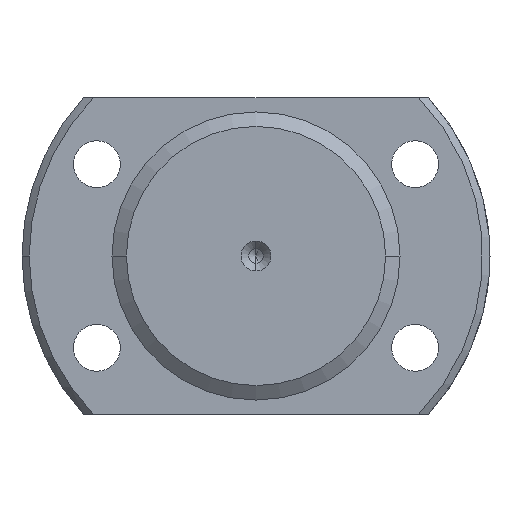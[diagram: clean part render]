
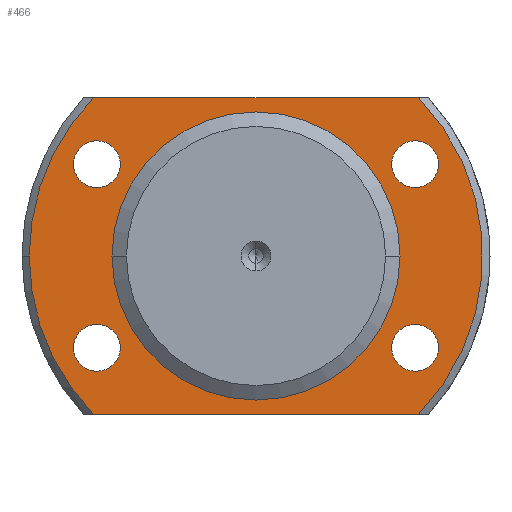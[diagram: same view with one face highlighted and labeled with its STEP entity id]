
A CAD part, left-side view. The second image highlights one B-rep face of the part: STEP entity #466.
In plain terms, the highlighted planar face has unit normal (-1, 0, 0).
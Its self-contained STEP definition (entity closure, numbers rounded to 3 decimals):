
#13 = ORIENTED_EDGE ( 'NONE', *, *, #4809, .T. ) ;
#23 = DIRECTION ( 'NONE',  ( 1., 0., 0. ) ) ;
#29 = ORIENTED_EDGE ( 'NONE', *, *, #4228, .T. ) ;
#41 = FACE_OUTER_BOUND ( 'NONE', #3350, .T. ) ;
#42 = AXIS2_PLACEMENT_3D ( 'NONE', #1249, #922, #2431 ) ;
#46 = AXIS2_PLACEMENT_3D ( 'NONE', #587, #1747, #3607 ) ;
#62 = LINE ( 'NONE', #3081, #1730 ) ;
#66 = EDGE_CURVE ( 'NONE', #3515, #188, #2566, .T. ) ;
#71 = DIRECTION ( 'NONE',  ( 0., 1., 0. ) ) ;
#132 = CARTESIAN_POINT ( 'NONE',  ( 17.5, -22.544, 22. ) ) ;
#148 = CIRCLE ( 'NONE', #2045, 3.25 ) ;
#161 = DIRECTION ( 'NONE',  ( 0., 1., 0. ) ) ;
#176 = CARTESIAN_POINT ( 'NONE',  ( 17.5, -22.1, -12.75 ) ) ;
#188 = VERTEX_POINT ( 'NONE', #3697 ) ;
#202 = CARTESIAN_POINT ( 'NONE',  ( 17.5, -25.35, 12.75 ) ) ;
#225 = CIRCLE ( 'NONE', #2987, 3.25 ) ;
#241 = DIRECTION ( 'NONE',  ( 0., 1., 0. ) ) ;
#251 = EDGE_CURVE ( 'NONE', #188, #3515, #508, .T. ) ;
#275 = CARTESIAN_POINT ( 'NONE',  ( 17.5, 25.35, 12.75 ) ) ;
#412 = FACE_BOUND ( 'NONE', #2260, .T. ) ;
#458 = FACE_BOUND ( 'NONE', #2933, .T. ) ;
#466 = ADVANCED_FACE ( 'NONE', ( #3795, #458, #412, #4113, #3425, #41 ), #2347, .F. ) ;
#472 = CARTESIAN_POINT ( 'NONE',  ( 17.5, 25.35, -12.75 ) ) ;
#508 = CIRCLE ( 'NONE', #3976, 20. ) ;
#587 = CARTESIAN_POINT ( 'NONE',  ( 17.5, 22.1, 12.75 ) ) ;
#591 = CIRCLE ( 'NONE', #46, 3.25 ) ;
#634 = ORIENTED_EDGE ( 'NONE', *, *, #4205, .T. ) ;
#636 = CARTESIAN_POINT ( 'NONE',  ( 17.5, -22.1, 12.75 ) ) ;
#837 = ORIENTED_EDGE ( 'NONE', *, *, #1527, .T. ) ;
#845 = CARTESIAN_POINT ( 'NONE',  ( 17.5, 31.5, 0. ) ) ;
#881 = EDGE_CURVE ( 'NONE', #1497, #2786, #1145, .T. ) ;
#917 = CARTESIAN_POINT ( 'NONE',  ( 17.5, 0., 0. ) ) ;
#922 = DIRECTION ( 'NONE',  ( 1., 0., 0. ) ) ;
#941 = EDGE_CURVE ( 'NONE', #3781, #1382, #1098, .T. ) ;
#980 = CARTESIAN_POINT ( 'NONE',  ( 17.5, 22.1, 12.75 ) ) ;
#1098 = LINE ( 'NONE', #3293, #3893 ) ;
#1145 = CIRCLE ( 'NONE', #3041, 31.5 ) ;
#1189 = CARTESIAN_POINT ( 'NONE',  ( 17.5, 22.1, -12.75 ) ) ;
#1229 = ORIENTED_EDGE ( 'NONE', *, *, #3174, .T. ) ;
#1247 = EDGE_CURVE ( 'NONE', #2786, #3781, #3044, .T. ) ;
#1249 = CARTESIAN_POINT ( 'NONE',  ( 17.5, 0., 0. ) ) ;
#1339 = VERTEX_POINT ( 'NONE', #2008 ) ;
#1382 = VERTEX_POINT ( 'NONE', #132 ) ;
#1414 = ORIENTED_EDGE ( 'NONE', *, *, #2965, .T. ) ;
#1416 = DIRECTION ( 'NONE',  ( 1., 0., 0. ) ) ;
#1438 = EDGE_LOOP ( 'NONE', ( #1229, #29 ) ) ;
#1444 = ORIENTED_EDGE ( 'NONE', *, *, #251, .T. ) ;
#1460 = DIRECTION ( 'NONE',  ( 0., 1., 0. ) ) ;
#1497 = VERTEX_POINT ( 'NONE', #1877 ) ;
#1527 = EDGE_CURVE ( 'NONE', #2609, #3340, #591, .T. ) ;
#1529 = ORIENTED_EDGE ( 'NONE', *, *, #941, .F. ) ;
#1710 = EDGE_CURVE ( 'NONE', #1339, #1806, #2413, .T. ) ;
#1730 = VECTOR ( 'NONE', #4231, 1000. ) ;
#1747 = DIRECTION ( 'NONE',  ( 1., 0., 0. ) ) ;
#1802 = AXIS2_PLACEMENT_3D ( 'NONE', #980, #4062, #4811 ) ;
#1806 = VERTEX_POINT ( 'NONE', #3923 ) ;
#1848 = VERTEX_POINT ( 'NONE', #4465 ) ;
#1868 = AXIS2_PLACEMENT_3D ( 'NONE', #3059, #3841, #3299 ) ;
#1877 = CARTESIAN_POINT ( 'NONE',  ( 17.5, 22.544, -22. ) ) ;
#1925 = DIRECTION ( 'NONE',  ( 1., 0., 0. ) ) ;
#1930 = ORIENTED_EDGE ( 'NONE', *, *, #66, .T. ) ;
#2008 = CARTESIAN_POINT ( 'NONE',  ( 17.5, -25.35, -12.75 ) ) ;
#2045 = AXIS2_PLACEMENT_3D ( 'NONE', #2448, #2075, #241 ) ;
#2055 = DIRECTION ( 'NONE',  ( 0., 1., 0. ) ) ;
#2075 = DIRECTION ( 'NONE',  ( 1., 0., 0. ) ) ;
#2145 = ORIENTED_EDGE ( 'NONE', *, *, #881, .F. ) ;
#2153 = CARTESIAN_POINT ( 'NONE',  ( 17.5, 18.85, 12.75 ) ) ;
#2166 = ORIENTED_EDGE ( 'NONE', *, *, #3560, .T. ) ;
#2220 = EDGE_CURVE ( 'NONE', #1848, #4455, #3666, .T. ) ;
#2233 = CARTESIAN_POINT ( 'NONE',  ( 17.5, -20., 0. ) ) ;
#2260 = EDGE_LOOP ( 'NONE', ( #634, #2771 ) ) ;
#2271 = AXIS2_PLACEMENT_3D ( 'NONE', #4640, #3914, #3870 ) ;
#2347 = PLANE ( 'NONE',  #1868 ) ;
#2413 = CIRCLE ( 'NONE', #4302, 3.25 ) ;
#2425 = DIRECTION ( 'NONE',  ( 1., 0., 0. ) ) ;
#2431 = DIRECTION ( 'NONE',  ( 0., 1., 0. ) ) ;
#2448 = CARTESIAN_POINT ( 'NONE',  ( 17.5, -22.1, -12.75 ) ) ;
#2513 = CARTESIAN_POINT ( 'NONE',  ( 17.5, -22.1, 12.75 ) ) ;
#2566 = CIRCLE ( 'NONE', #3825, 20. ) ;
#2609 = VERTEX_POINT ( 'NONE', #2153 ) ;
#2612 = DIRECTION ( 'NONE',  ( 0., 1., 0. ) ) ;
#2695 = DIRECTION ( 'NONE',  ( 1., 0., 0. ) ) ;
#2719 = CARTESIAN_POINT ( 'NONE',  ( 17.5, 0., 0. ) ) ;
#2742 = DIRECTION ( 'NONE',  ( 0., 1., 0. ) ) ;
#2750 = AXIS2_PLACEMENT_3D ( 'NONE', #1189, #2695, #71 ) ;
#2771 = ORIENTED_EDGE ( 'NONE', *, *, #1710, .T. ) ;
#2786 = VERTEX_POINT ( 'NONE', #845 ) ;
#2853 = DIRECTION ( 'NONE',  ( 1., 0., 0. ) ) ;
#2910 = EDGE_CURVE ( 'NONE', #1382, #4783, #4394, .T. ) ;
#2933 = EDGE_LOOP ( 'NONE', ( #4296, #13 ) ) ;
#2960 = EDGE_LOOP ( 'NONE', ( #1444, #1930 ) ) ;
#2965 = EDGE_CURVE ( 'NONE', #3340, #2609, #3912, .T. ) ;
#2987 = AXIS2_PLACEMENT_3D ( 'NONE', #4666, #4784, #1460 ) ;
#3041 = AXIS2_PLACEMENT_3D ( 'NONE', #3176, #2853, #161 ) ;
#3044 = CIRCLE ( 'NONE', #42, 31.5 ) ;
#3059 = CARTESIAN_POINT ( 'NONE',  ( 17.5, -20., 0. ) ) ;
#3081 = CARTESIAN_POINT ( 'NONE',  ( 17.5, -20., -22. ) ) ;
#3093 = EDGE_LOOP ( 'NONE', ( #1414, #837 ) ) ;
#3142 = CIRCLE ( 'NONE', #2750, 3.25 ) ;
#3157 = ORIENTED_EDGE ( 'NONE', *, *, #2910, .F. ) ;
#3174 = EDGE_CURVE ( 'NONE', #4064, #4248, #3142, .T. ) ;
#3176 = CARTESIAN_POINT ( 'NONE',  ( 17.5, 0., 0. ) ) ;
#3282 = DIRECTION ( 'NONE',  ( 0., 1., 0. ) ) ;
#3293 = CARTESIAN_POINT ( 'NONE',  ( 17.5, -20., 22. ) ) ;
#3299 = DIRECTION ( 'NONE',  ( 0., 1., 0. ) ) ;
#3332 = ORIENTED_EDGE ( 'NONE', *, *, #1247, .F. ) ;
#3340 = VERTEX_POINT ( 'NONE', #275 ) ;
#3350 = EDGE_LOOP ( 'NONE', ( #1529, #3332, #2145, #2166, #3157 ) ) ;
#3425 = FACE_BOUND ( 'NONE', #2960, .T. ) ;
#3515 = VERTEX_POINT ( 'NONE', #2233 ) ;
#3560 = EDGE_CURVE ( 'NONE', #1497, #4783, #62, .T. ) ;
#3607 = DIRECTION ( 'NONE',  ( 0., 1., 0. ) ) ;
#3666 = CIRCLE ( 'NONE', #4626, 3.25 ) ;
#3695 = CARTESIAN_POINT ( 'NONE',  ( 17.5, 18.85, -12.75 ) ) ;
#3697 = CARTESIAN_POINT ( 'NONE',  ( 17.5, 20., 0. ) ) ;
#3781 = VERTEX_POINT ( 'NONE', #3971 ) ;
#3795 = FACE_BOUND ( 'NONE', #3093, .T. ) ;
#3825 = AXIS2_PLACEMENT_3D ( 'NONE', #917, #2425, #2055 ) ;
#3841 = DIRECTION ( 'NONE',  ( 1., 0., 0. ) ) ;
#3870 = DIRECTION ( 'NONE',  ( 0., 1., 0. ) ) ;
#3893 = VECTOR ( 'NONE', #3999, 1000. ) ;
#3912 = CIRCLE ( 'NONE', #1802, 3.25 ) ;
#3914 = DIRECTION ( 'NONE',  ( 1., 0., 0. ) ) ;
#3923 = CARTESIAN_POINT ( 'NONE',  ( 17.5, -18.85, -12.75 ) ) ;
#3971 = CARTESIAN_POINT ( 'NONE',  ( 17.5, 22.544, 22. ) ) ;
#3976 = AXIS2_PLACEMENT_3D ( 'NONE', #2719, #23, #2742 ) ;
#3999 = DIRECTION ( 'NONE',  ( 0., -1., 0. ) ) ;
#4062 = DIRECTION ( 'NONE',  ( 1., 0., 0. ) ) ;
#4064 = VERTEX_POINT ( 'NONE', #472 ) ;
#4113 = FACE_BOUND ( 'NONE', #1438, .T. ) ;
#4205 = EDGE_CURVE ( 'NONE', #1806, #1339, #148, .T. ) ;
#4228 = EDGE_CURVE ( 'NONE', #4248, #4064, #225, .T. ) ;
#4231 = DIRECTION ( 'NONE',  ( 0., -1., 0. ) ) ;
#4248 = VERTEX_POINT ( 'NONE', #3695 ) ;
#4296 = ORIENTED_EDGE ( 'NONE', *, *, #2220, .T. ) ;
#4302 = AXIS2_PLACEMENT_3D ( 'NONE', #176, #4742, #4670 ) ;
#4329 = CIRCLE ( 'NONE', #4409, 3.25 ) ;
#4364 = CARTESIAN_POINT ( 'NONE',  ( 17.5, -22.544, -22. ) ) ;
#4394 = CIRCLE ( 'NONE', #2271, 31.5 ) ;
#4409 = AXIS2_PLACEMENT_3D ( 'NONE', #636, #1416, #3282 ) ;
#4455 = VERTEX_POINT ( 'NONE', #202 ) ;
#4465 = CARTESIAN_POINT ( 'NONE',  ( 17.5, -18.85, 12.75 ) ) ;
#4626 = AXIS2_PLACEMENT_3D ( 'NONE', #2513, #1925, #2612 ) ;
#4640 = CARTESIAN_POINT ( 'NONE',  ( 17.5, 0., 0. ) ) ;
#4666 = CARTESIAN_POINT ( 'NONE',  ( 17.5, 22.1, -12.75 ) ) ;
#4670 = DIRECTION ( 'NONE',  ( 0., 1., 0. ) ) ;
#4742 = DIRECTION ( 'NONE',  ( 1., 0., 0. ) ) ;
#4783 = VERTEX_POINT ( 'NONE', #4364 ) ;
#4784 = DIRECTION ( 'NONE',  ( 1., 0., 0. ) ) ;
#4809 = EDGE_CURVE ( 'NONE', #4455, #1848, #4329, .T. ) ;
#4811 = DIRECTION ( 'NONE',  ( 0., 1., 0. ) ) ;
